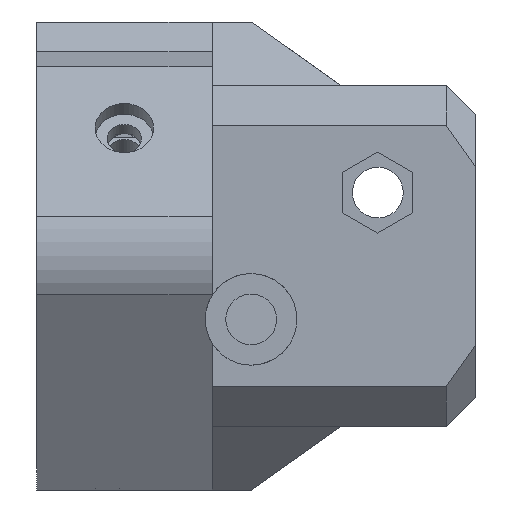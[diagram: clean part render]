
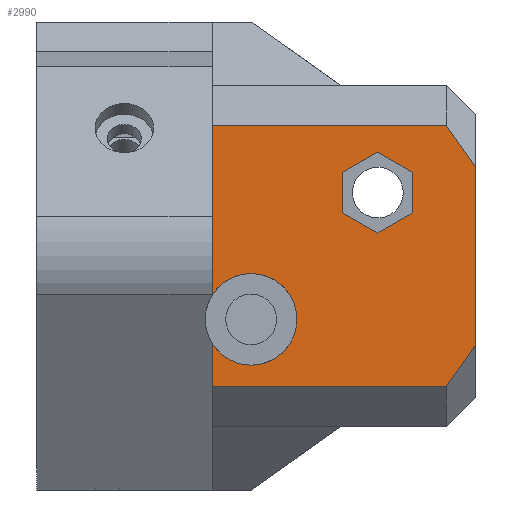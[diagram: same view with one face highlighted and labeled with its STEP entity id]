
A CAD part, left-side view. The second image highlights one B-rep face of the part: STEP entity #2990.
In plain terms, the highlighted planar face has unit normal (-1, 0, 0).
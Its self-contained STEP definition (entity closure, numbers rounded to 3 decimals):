
#74=FACE_BOUND('',#326,.T.);
#148=FACE_OUTER_BOUND('',#325,.T.);
#325=EDGE_LOOP('',(#2201,#2202,#2203,#2204,#2205,#2206,#2207,#2208));
#326=EDGE_LOOP('',(#2209,#2210,#2211,#2212,#2213,#2214));
#496=CIRCLE('',#3155,4.7);
#582=LINE('',#4260,#922);
#612=LINE('',#4331,#952);
#615=LINE('',#4336,#955);
#617=LINE('',#4340,#957);
#628=LINE('',#4387,#968);
#702=LINE('',#4580,#1042);
#703=LINE('',#4581,#1043);
#704=LINE('',#4583,#1044);
#705=LINE('',#4585,#1045);
#706=LINE('',#4586,#1046);
#707=LINE('',#4588,#1047);
#708=LINE('',#4590,#1048);
#709=LINE('',#4591,#1049);
#922=VECTOR('',#3406,10.);
#952=VECTOR('',#3458,10.);
#955=VECTOR('',#3463,10.);
#957=VECTOR('',#3467,10.);
#968=VECTOR('',#3498,10.);
#1042=VECTOR('',#3662,10.);
#1043=VECTOR('',#3663,10.);
#1044=VECTOR('',#3664,10.);
#1045=VECTOR('',#3665,10.);
#1046=VECTOR('',#3666,10.);
#1047=VECTOR('',#3667,10.);
#1048=VECTOR('',#3668,10.);
#1049=VECTOR('',#3669,10.);
#1263=VERTEX_POINT('',#4257);
#1264=VERTEX_POINT('',#4259);
#1293=VERTEX_POINT('',#4328);
#1294=VERTEX_POINT('',#4330);
#1295=VERTEX_POINT('',#4334);
#1296=VERTEX_POINT('',#4338);
#1302=VERTEX_POINT('',#4355);
#1303=VERTEX_POINT('',#4357);
#1311=VERTEX_POINT('',#4385);
#1385=VERTEX_POINT('',#4579);
#1386=VERTEX_POINT('',#4582);
#1387=VERTEX_POINT('',#4584);
#1388=VERTEX_POINT('',#4587);
#1389=VERTEX_POINT('',#4589);
#1549=EDGE_CURVE('',#1263,#1264,#582,.T.);
#1583=EDGE_CURVE('',#1294,#1293,#612,.T.);
#1586=EDGE_CURVE('',#1293,#1295,#615,.T.);
#1588=EDGE_CURVE('',#1295,#1296,#617,.T.);
#1596=EDGE_CURVE('',#1303,#1302,#496,.T.);
#1606=EDGE_CURVE('',#1302,#1311,#628,.T.);
#1702=EDGE_CURVE('',#1311,#1385,#702,.T.);
#1703=EDGE_CURVE('',#1264,#1385,#703,.F.);
#1704=EDGE_CURVE('',#1386,#1263,#704,.T.);
#1705=EDGE_CURVE('',#1387,#1386,#705,.T.);
#1706=EDGE_CURVE('',#1387,#1303,#706,.T.);
#1707=EDGE_CURVE('',#1296,#1388,#707,.T.);
#1708=EDGE_CURVE('',#1388,#1389,#708,.T.);
#1709=EDGE_CURVE('',#1389,#1294,#709,.T.);
#2201=ORIENTED_EDGE('',*,*,#1596,.T.);
#2202=ORIENTED_EDGE('',*,*,#1606,.T.);
#2203=ORIENTED_EDGE('',*,*,#1702,.T.);
#2204=ORIENTED_EDGE('',*,*,#1703,.F.);
#2205=ORIENTED_EDGE('',*,*,#1549,.F.);
#2206=ORIENTED_EDGE('',*,*,#1704,.F.);
#2207=ORIENTED_EDGE('',*,*,#1705,.F.);
#2208=ORIENTED_EDGE('',*,*,#1706,.T.);
#2209=ORIENTED_EDGE('',*,*,#1588,.T.);
#2210=ORIENTED_EDGE('',*,*,#1707,.T.);
#2211=ORIENTED_EDGE('',*,*,#1708,.T.);
#2212=ORIENTED_EDGE('',*,*,#1709,.T.);
#2213=ORIENTED_EDGE('',*,*,#1583,.T.);
#2214=ORIENTED_EDGE('',*,*,#1586,.T.);
#2861=PLANE('',#3202);
#2990=ADVANCED_FACE('',(#148,#74),#2861,.T.);
#3155=AXIS2_PLACEMENT_3D('',#4358,#3485,#3486);
#3202=AXIS2_PLACEMENT_3D('',#4578,#3660,#3661);
#3406=DIRECTION('',(0.,0.,-1.));
#3458=DIRECTION('',(0.,-0.866,0.5));
#3463=DIRECTION('',(0.,-0.866,-0.5));
#3467=DIRECTION('',(0.,0.,-1.));
#3485=DIRECTION('center_axis',(1.,0.,0.));
#3486=DIRECTION('ref_axis',(0.,-1.,0.));
#3498=DIRECTION('',(0.,0.,-1.));
#3660=DIRECTION('center_axis',(-1.,0.,0.));
#3661=DIRECTION('ref_axis',(0.,0.,
-1.));
#3662=DIRECTION('',(0.,-1.,0.));
#3663=DIRECTION('',(0.,-0.577,0.816));
#3664=DIRECTION('',(0.,-0.577,-0.816));
#3665=DIRECTION('',(0.,-1.,0.));
#3666=DIRECTION('',(0.,0.,-1.));
#3667=DIRECTION('',(0.,0.866,-0.5));
#3668=DIRECTION('',(0.,0.866,0.5));
#3669=DIRECTION('',(0.,0.,1.));
#4257=CARTESIAN_POINT('',(-16.6,173.,9.157));
#4259=CARTESIAN_POINT('',(-16.6,173.,-9.157));
#4260=CARTESIAN_POINT('',(-16.6,173.,8.75));
#4328=CARTESIAN_POINT('',(-16.6,183.,10.657));
#4330=CARTESIAN_POINT('',(-16.6,186.6,8.578));
#4331=CARTESIAN_POINT('',(-16.6,189.693,6.792));
#4334=CARTESIAN_POINT('',(-16.6,179.4,8.578));
#4336=CARTESIAN_POINT('',(-16.6,190.857,15.193));
#4338=CARTESIAN_POINT('',(-16.6,179.4,4.422));
#4340=CARTESIAN_POINT('',(-16.6,179.4,13.039));
#4355=CARTESIAN_POINT('',(-16.6,200.,-8.968));
#4357=CARTESIAN_POINT('',(-16.6,200.,-4.032));
#4358=CARTESIAN_POINT('Origin',(-16.6,196.,-6.5));
#4385=CARTESIAN_POINT('',(-16.6,200.,-13.4));
#4387=CARTESIAN_POINT('',(-16.6,200.,8.75));
#4578=CARTESIAN_POINT('Origin',(-16.6,200.,17.5));
#4579=CARTESIAN_POINT('',(-16.6,176.,-13.4));
#4580=CARTESIAN_POINT('',(-16.6,202.7,-13.4));
#4581=CARTESIAN_POINT('',(-16.6,170.543,-5.683));
#4582=CARTESIAN_POINT('',(-16.6,176.,13.4));
#4583=CARTESIAN_POINT('',(-16.6,178.934,17.55));
#4584=CARTESIAN_POINT('',(-16.6,200.,13.4));
#4585=CARTESIAN_POINT('',(-16.6,202.7,13.4));
#4586=CARTESIAN_POINT('',(-16.6,200.,8.75));
#4587=CARTESIAN_POINT('',(-16.6,183.,2.343));
#4588=CARTESIAN_POINT('',(-16.6,184.293,1.596));
#4589=CARTESIAN_POINT('',(-16.6,186.6,4.422));
#4590=CARTESIAN_POINT('',(-16.6,192.657,7.918));
#4591=CARTESIAN_POINT('',(-16.6,186.6,10.961));
